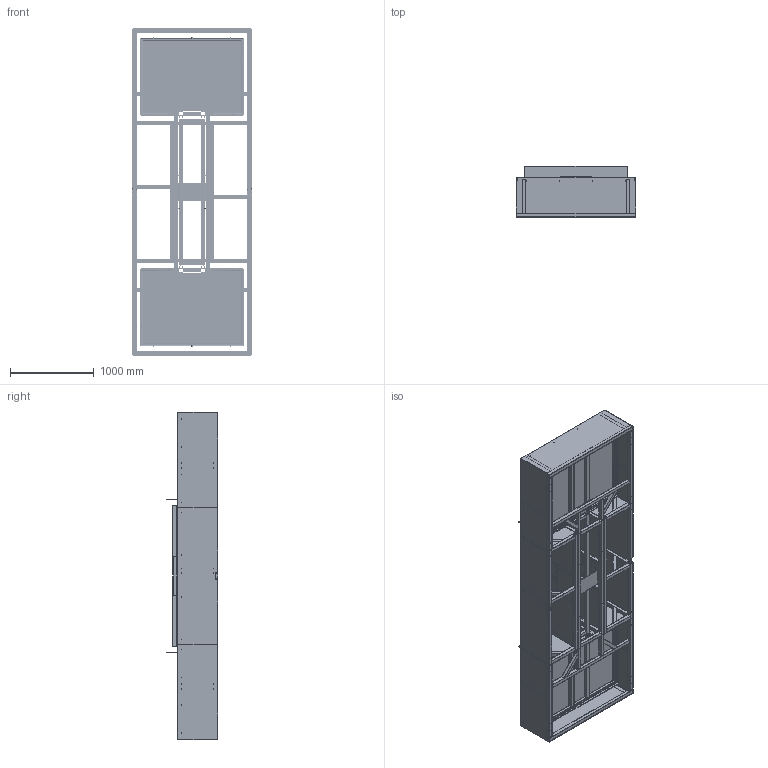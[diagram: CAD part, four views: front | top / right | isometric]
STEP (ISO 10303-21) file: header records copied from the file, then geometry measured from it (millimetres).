
FILE_DESCRIPTION(/* description */ (''),/* implementation_level */ '2;1');
FILE_NAME(/* name */ 'GE-18112.iam.stp',/* time_stamp */ '2018-01-01T11:23:55-08:00',/* author */ ('PhillipD'),/* organization */ (''),/* preprocessor_version */ 'ST-DEVELOPER v16.13',/* originating_system */ 'Autodesk Inventor 2018',/* authorisation */ '');
FILE_SCHEMA (('AUTOMOTIVE_DESIGN { 1 0 10303 214 3 1 1 }'));
Length unit declared in the file: inch
Products named in the file (83): GE-18112; GE-18098; GE-18024; GE-18016; GE-18016-2; GE-18016-5; GE-18016-3; GE-18016-4; GE-18016-1; GE-18113; GE-18088; GE-18087; GE-18087-3; GE-18087-1; GE-18087-2; GE-18114; GE-18013; GE-18013-2; GE-18013-3; GE-18013-5; GE-18013-4; GE-18013-1; GE-18028; rivet_.1875_.251-.375; GE-18059; GE-18122; GE-18056; GE-18096; GE-18096-1; GE-18096-2; GE-18097; GE-18097-1; GE-18097-2; hex_.375_16_1.25_92865A626; nylock_.375_16; GE-18026; GE-18121; GE-18007; GE-18007-3; GE-18007-2 ...
Assembly tree (242 placements, depth 5):
  GE-18112
    GE-18098  x2
    GE-18024  x2
    GE-18016
      GE-18016-2  x2
      GE-18016-5  x2
      GE-18016-3  x4
      GE-18016-4  x4
      GE-18016-1  x2
    GE-18113  x2
      GE-18088
      GE-18087
        GE-18087-1  x2
        GE-18087-3
        GE-18087-2  x2
      rivet_.1875_.376-.5
    GE-18114
      GE-18013
        GE-18013-1  x4
        GE-18013-2  x8
        GE-18013-3  x2
        GE-18013-5
        GE-18013-4  x4
      GE-18028  x4
      rivet_.1875_.251-.375  x4
      GE-18059  x2
    GE-18122  x2
      GE-18056
      GE-18096
        GE-18096-1
        GE-18096-2
      GE-18097
        GE-18097-1
        GE-18097-2
      hex_.375_16_1.25_92865A626
      nylock_.375_16
      hex_.25_20_.75_hex_.25_20_.75
      nylock_.25_20
    GE-18026
    GE-18121  x2
      GE-18007
        GE-18007-3  x2
        GE-18007-2  x2
        GE-18007-6  x2
        GE-18007-7
        GE-18007-5  x2
        GE-18007-1  x2
        GE-18007-4  x2
      GE-18018
      GE-18019
      GE-18017
      GE-18021
      hex_.25_20_.75_hex_.25_20_.75
      nylock_.25_20
    GE-18095
    GE-18110
      GE-18080  x2
      GE-18083  x2
      GE-18084  x2
      GE-18082  x2
Bounding box: 1422.4 x 609.73 x 3898.9 mm (x, y, z)
Volume: 116176298.6 mm3; surface area: 55442581.6 mm2
Topology: 428 solids, 428 shells, 6140 faces, 14047 edges, 9167 vertices
Faces by surface type: plane 3780, cylinder 1374, cone 639, torus 283, sphere 64
Full cylindrical faces by diameter (mm): 3.969 x8, 4.762 x28, 4.915 x64, 4.978 x32, 5.232 x63, 5.558 x3, 6 x4, 6.35 x238, 6.731 x52, 6.747 x4, 6.756 x54, 6.843 x63, 7.366 x44, 8.077 x4, 9.525 x12, 9.922 x4, 9.931 x4, 14.287 x4, 19.05 x5, 20.726 x1, 25.4 x1, 25.908 x2, 26.645 x20, 26.67 x4, 31.208 x4, 31.716 x4, 32.131 x2, 32.769 x2, 33.401 x24, 35.052 x20
Entity records: 38729 total; most frequent: CARTESIAN_POINT 9358, DIRECTION 5449, ORIENTED_EDGE 4624, EDGE_CURVE 2312, AXIS2_PLACEMENT_3D 2032, EDGE_LOOP 1733, VERTEX_POINT 1673, LINE 1385
